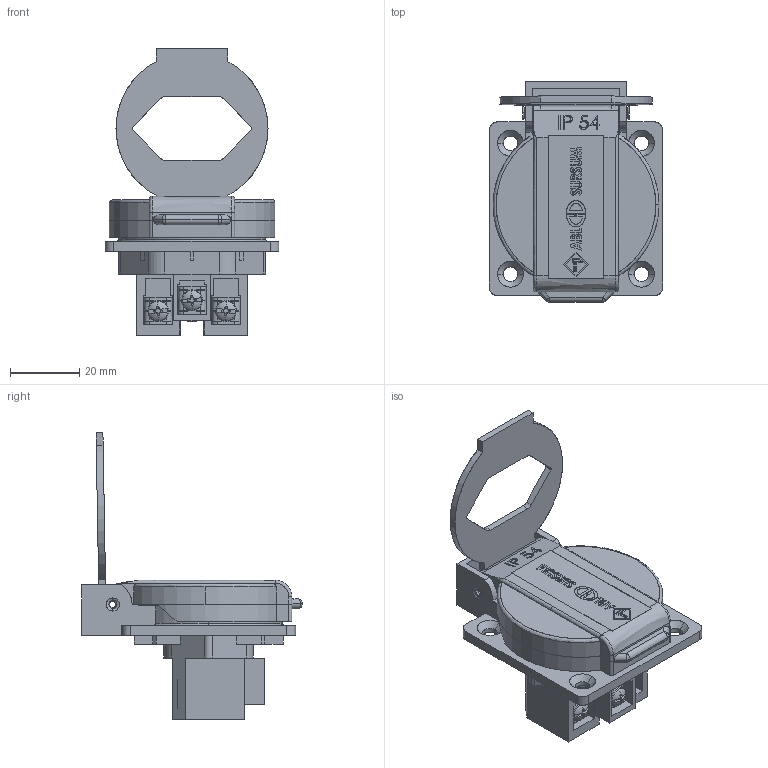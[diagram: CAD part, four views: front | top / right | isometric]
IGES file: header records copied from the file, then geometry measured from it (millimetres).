
Start section: SolidWorks IGES file using analytic representation for surfaces
Global section: file name: 88011030_NEW.IGS; native system: SolidWorks 2019; preprocessor: SolidWorks 2019; author: DGoodwin; date: 190903.180518; units: millimetre
Bounding box: 50.3 x 63.83 x 83.09 mm (x, y, z)
Surface area: 34112.3 mm2 (no closed solid volume)
Topology: 0 solids, 0 shells, 1943 faces, 21125 edges, 21118 vertices
Faces by surface type: bspline 1525, revolution 418
